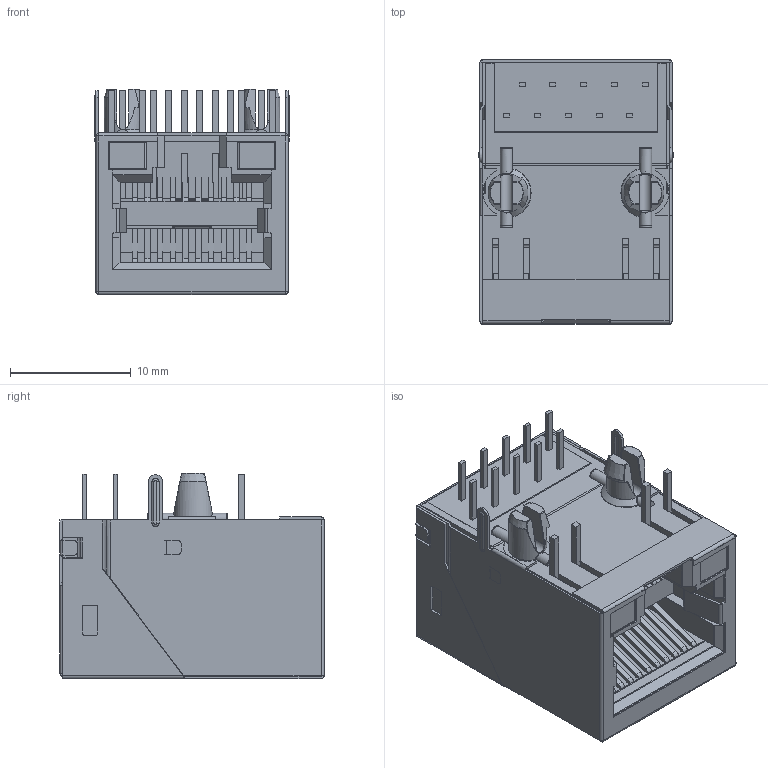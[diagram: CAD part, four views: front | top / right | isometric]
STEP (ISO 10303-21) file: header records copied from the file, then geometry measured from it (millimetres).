
FILE_DESCRIPTION( ( 'Unknown' ), '1' );
FILE_NAME( '7499210121.stp', 'Unknown', ( 'Unknown' ), ( 'Unknown' ), 'XStep 1.0', 'Unknown', ' ' );
FILE_SCHEMA( ( 'automotive_design' ) );
Length unit declared in the file: millimetre
Products named in the file (8): Assem1; Shielding; Insulator; Insulator_2; Insulator_3; LED_yellow; Shielding_2; LED_green
Bounding box: 16.08 x 21.84 x 16.96 mm (x, y, z)
Volume: 3936.2 mm3; surface area: 13278.5 mm2
Topology: 14 solids, 14 shells, 1246 faces, 3398 edges, 2176 vertices
Faces by surface type: plane 878, cylinder 316, sphere 20, bspline 12, cone 12, torus 8
Entity records: 20188 total; most frequent: CARTESIAN_POINT 3686, ORIENTED_EDGE 3378, DIRECTION 3239, EDGE_CURVE 1689, LINE 1285, VECTOR 1285, VERTEX_POINT 1088, AXIS2_PLACEMENT_3D 977
